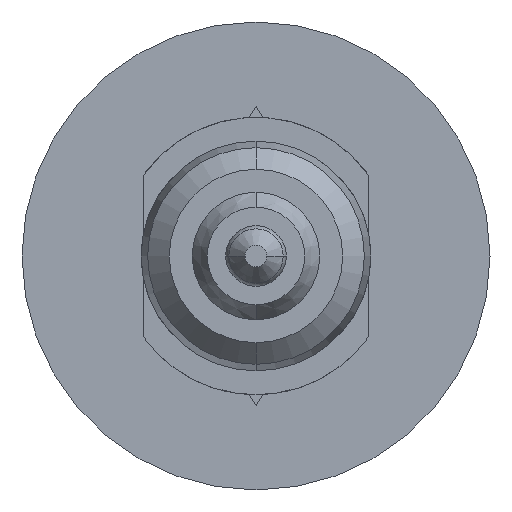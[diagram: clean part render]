
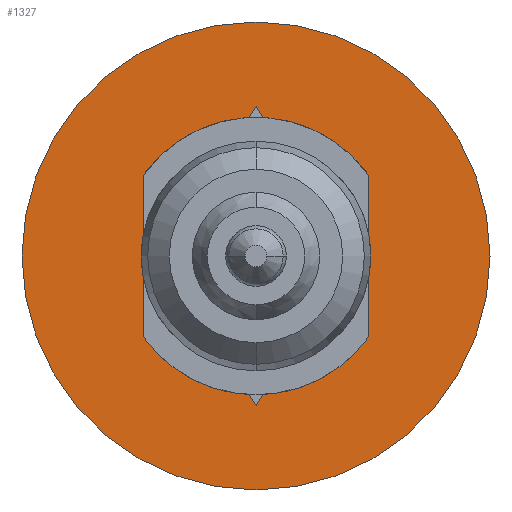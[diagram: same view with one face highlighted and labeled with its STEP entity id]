
A CAD part, front view. The second image highlights one B-rep face of the part: STEP entity #1327.
In plain terms, the highlighted planar face has unit normal (0, -1, 0).
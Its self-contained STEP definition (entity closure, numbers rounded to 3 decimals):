
#119 = ORIENTED_EDGE ( 'NONE', *, *, #1141, .F. ) ;
#311 = EDGE_CURVE ( 'NONE', #5085, #3498, #4664, .T. ) ;
#969 = DIRECTION ( 'NONE',  ( 0., -1., 0. ) ) ;
#1141 = EDGE_CURVE ( 'NONE', #4726, #3852, #1550, .T. ) ;
#1157 = AXIS2_PLACEMENT_3D ( 'NONE', #3090, #969, #2635 ) ;
#1327 = ADVANCED_FACE ( 'NONE', ( #5270, #3516 ), #4485, .T. ) ;
#1390 = CARTESIAN_POINT ( 'NONE',  ( 0., 33.4, 1.728 ) ) ;
#1550 = LINE ( 'NONE', #4031, #1673 ) ;
#1555 = VECTOR ( 'NONE', #2742, 1000. ) ;
#1569 = DIRECTION ( 'NONE',  ( 0., 0., -1. ) ) ;
#1613 = CARTESIAN_POINT ( 'NONE',  ( 0., 33.4, 0. ) ) ;
#1621 = CARTESIAN_POINT ( 'NONE',  ( 0., 33.4, 1.728 ) ) ;
#1657 = LINE ( 'NONE', #1390, #2906 ) ;
#1673 = VECTOR ( 'NONE', #2813, 1000. ) ;
#1711 = ORIENTED_EDGE ( 'NONE', *, *, #2640, .F. ) ;
#1909 = AXIS2_PLACEMENT_3D ( 'NONE', #3664, #2104, #1569 ) ;
#2070 = CARTESIAN_POINT ( 'NONE',  ( 0., 33.4, -1.728 ) ) ;
#2079 = VERTEX_POINT ( 'NONE', #3038 ) ;
#2104 = DIRECTION ( 'NONE',  ( 0., -1., 0. ) ) ;
#2240 = CARTESIAN_POINT ( 'NONE',  ( -2.7, 33.4, 0. ) ) ;
#2252 = ORIENTED_EDGE ( 'NONE', *, *, #3535, .F. ) ;
#2297 = CARTESIAN_POINT ( 'NONE',  ( 1.08, 33.4, 0. ) ) ;
#2409 = EDGE_CURVE ( 'NONE', #3498, #5085, #3320, .T. ) ;
#2423 = DIRECTION ( 'NONE',  ( 0., 0., -1. ) ) ;
#2635 = DIRECTION ( 'NONE',  ( 0., 0., -1. ) ) ;
#2640 = EDGE_CURVE ( 'NONE', #2079, #4726, #3381, .T. ) ;
#2742 = DIRECTION ( 'NONE',  ( -0.53, 0., 0.848 ) ) ;
#2813 = DIRECTION ( 'NONE',  ( 0.53, 0., 0.848 ) ) ;
#2906 = VECTOR ( 'NONE', #4305, 1000. ) ;
#2940 = ORIENTED_EDGE ( 'NONE', *, *, #311, .T. ) ;
#3038 = CARTESIAN_POINT ( 'NONE',  ( -1.08, 33.4, 0. ) ) ;
#3090 = CARTESIAN_POINT ( 'NONE',  ( 0., 33.4, 0. ) ) ;
#3314 = LINE ( 'NONE', #2297, #1555 ) ;
#3320 = CIRCLE ( 'NONE', #1157, 2.7 ) ;
#3352 = AXIS2_PLACEMENT_3D ( 'NONE', #1613, #3661, #2423 ) ;
#3355 = EDGE_LOOP ( 'NONE', ( #5052, #2940 ) ) ;
#3381 = LINE ( 'NONE', #4942, #3579 ) ;
#3498 = VERTEX_POINT ( 'NONE', #2240 ) ;
#3516 = FACE_OUTER_BOUND ( 'NONE', #3355, .T. ) ;
#3535 = EDGE_CURVE ( 'NONE', #5190, #2079, #1657, .T. ) ;
#3579 = VECTOR ( 'NONE', #4923, 1000. ) ;
#3595 = EDGE_CURVE ( 'NONE', #3852, #5190, #3314, .T. ) ;
#3661 = DIRECTION ( 'NONE',  ( 0., -1., 0. ) ) ;
#3664 = CARTESIAN_POINT ( 'NONE',  ( 0., 33.4, 0. ) ) ;
#3682 = EDGE_LOOP ( 'NONE', ( #119, #1711, #2252, #5323 ) ) ;
#3852 = VERTEX_POINT ( 'NONE', #4545 ) ;
#4031 = CARTESIAN_POINT ( 'NONE',  ( 0., 33.4, -1.728 ) ) ;
#4305 = DIRECTION ( 'NONE',  ( -0.53, 0., -0.848 ) ) ;
#4485 = PLANE ( 'NONE',  #3352 ) ;
#4545 = CARTESIAN_POINT ( 'NONE',  ( 1.08, 33.4, 0. ) ) ;
#4664 = CIRCLE ( 'NONE', #1909, 2.7 ) ;
#4726 = VERTEX_POINT ( 'NONE', #2070 ) ;
#4890 = CARTESIAN_POINT ( 'NONE',  ( 2.7, 33.4, 0. ) ) ;
#4923 = DIRECTION ( 'NONE',  ( 0.53, 0., -0.848 ) ) ;
#4942 = CARTESIAN_POINT ( 'NONE',  ( -1.08, 33.4, 0. ) ) ;
#5052 = ORIENTED_EDGE ( 'NONE', *, *, #2409, .T. ) ;
#5085 = VERTEX_POINT ( 'NONE', #4890 ) ;
#5190 = VERTEX_POINT ( 'NONE', #1621 ) ;
#5270 = FACE_BOUND ( 'NONE', #3682, .T. ) ;
#5323 = ORIENTED_EDGE ( 'NONE', *, *, #3595, .F. ) ;
